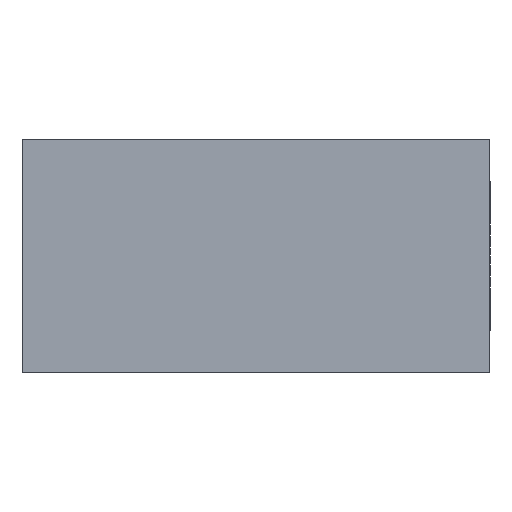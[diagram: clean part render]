
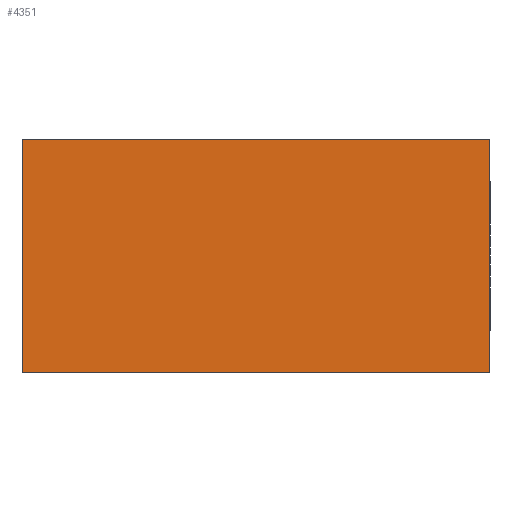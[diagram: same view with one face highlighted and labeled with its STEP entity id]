
A CAD part, front view. The second image highlights one B-rep face of the part: STEP entity #4351.
In plain terms, the highlighted planar face has unit normal (0, -1, 0).
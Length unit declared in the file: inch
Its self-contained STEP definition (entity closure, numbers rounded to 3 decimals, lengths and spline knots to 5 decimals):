
#387 = CARTESIAN_POINT ( 'NONE',  ( -2., 0., -0.5 ) ) ;
#631 = EDGE_LOOP ( 'NONE', ( #4985, #5002, #4988, #5001 ) ) ;
#859 = LINE ( 'NONE', #1240, #869 ) ;
#869 = VECTOR ( 'NONE', #1398, 39.37008 ) ;
#888 = VECTOR ( 'NONE', #1392, 39.37008 ) ;
#902 = LINE ( 'NONE', #1452, #888 ) ;
#913 = FACE_OUTER_BOUND ( 'NONE', #631, .T. ) ;
#1240 = CARTESIAN_POINT ( 'NONE',  ( -2., 0., 0.5 ) ) ;
#1246 = CARTESIAN_POINT ( 'NONE',  ( -2., 0., 0.5 ) ) ;
#1256 = DIRECTION ( 'NONE',  ( 0., 0., 1. ) ) ;
#1392 = DIRECTION ( 'NONE',  ( 1., 0., 0. ) ) ;
#1394 = DIRECTION ( 'NONE',  ( 0., 1., 0. ) ) ;
#1398 = DIRECTION ( 'NONE',  ( 0., 0., -1. ) ) ;
#1451 = PLANE ( 'NONE',  #3772 ) ;
#1452 = CARTESIAN_POINT ( 'NONE',  ( -2., 0., 0.5 ) ) ;
#3137 = LINE ( 'NONE', #7988, #3138 ) ;
#3138 = VECTOR ( 'NONE', #7989, 39.37008 ) ;
#3202 = LINE ( 'NONE', #8208, #3203 ) ;
#3203 = VECTOR ( 'NONE', #8209, 39.37008 ) ;
#3772 = AXIS2_PLACEMENT_3D ( 'NONE', #1246, #1394, #1256 ) ;
#3890 = EDGE_CURVE ( 'NONE', #5371, #6164, #859, .T. ) ;
#3909 = EDGE_CURVE ( 'NONE', #5371, #6029, #902, .T. ) ;
#4351 = ADVANCED_FACE ( 'NONE', ( #913 ), #1451, .F. ) ;
#4985 = ORIENTED_EDGE ( 'NONE', *, *, #5043, .T. ) ;
#4988 = ORIENTED_EDGE ( 'NONE', *, *, #3909, .F. ) ;
#5001 = ORIENTED_EDGE ( 'NONE', *, *, #3890, .T. ) ;
#5002 = ORIENTED_EDGE ( 'NONE', *, *, #5236, .F. ) ;
#5043 = EDGE_CURVE ( 'NONE', #6164, #5786, #3137, .T. ) ;
#5236 = EDGE_CURVE ( 'NONE', #6029, #5786, #3202, .T. ) ;
#5371 = VERTEX_POINT ( 'NONE', #8243 ) ;
#5786 = VERTEX_POINT ( 'NONE', #8318 ) ;
#6029 = VERTEX_POINT ( 'NONE', #8391 ) ;
#6164 = VERTEX_POINT ( 'NONE', #387 ) ;
#7988 = CARTESIAN_POINT ( 'NONE',  ( -2., 0., -0.5 ) ) ;
#7989 = DIRECTION ( 'NONE',  ( 1., 0., 0. ) ) ;
#8208 = CARTESIAN_POINT ( 'NONE',  ( 0., 0., 0.5 ) ) ;
#8209 = DIRECTION ( 'NONE',  ( 0., 0., -1. ) ) ;
#8243 = CARTESIAN_POINT ( 'NONE',  ( -2., 0., 0.5 ) ) ;
#8318 = CARTESIAN_POINT ( 'NONE',  ( 0., 0., -0.5 ) ) ;
#8391 = CARTESIAN_POINT ( 'NONE',  ( 0., 0., 0.5 ) ) ;
